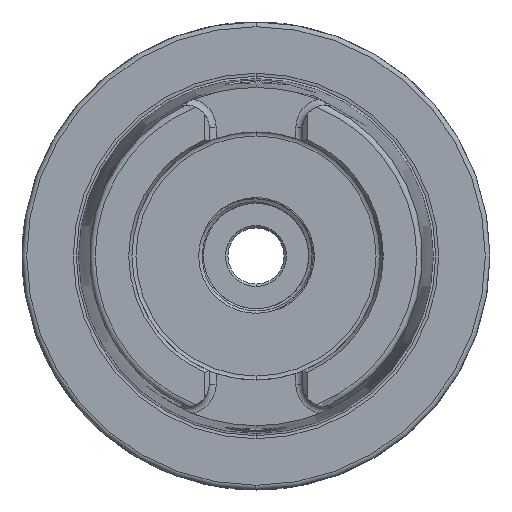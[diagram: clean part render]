
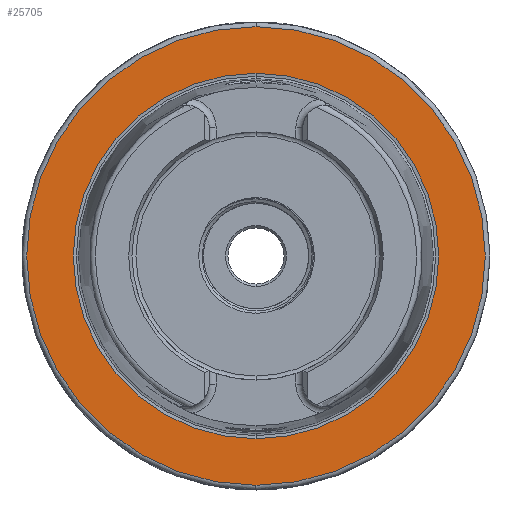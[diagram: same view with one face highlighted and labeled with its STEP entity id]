
A CAD part, left-side view. The second image highlights one B-rep face of the part: STEP entity #25705.
In plain terms, the highlighted planar face has unit normal (-1, 0, 0).
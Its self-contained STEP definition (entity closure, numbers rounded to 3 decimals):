
#870 = CARTESIAN_POINT ( 'NONE',  ( 0., 0., 39.054 ) ) ;
#876 = CARTESIAN_POINT ( 'NONE',  ( 0., 0., 49. ) ) ;
#2465 = PLANE ( 'NONE',  #7072 ) ;
#2466 = CARTESIAN_POINT ( 'NONE',  ( 0., 39.054, 0. ) ) ;
#2467 = DIRECTION ( 'NONE',  ( -1., 0., 0. ) ) ;
#2468 = DIRECTION ( 'NONE',  ( 0., 0., 1. ) ) ;
#2806 = ORIENTED_EDGE ( 'NONE', *, *, #14738, .T. ) ;
#2807 = ORIENTED_EDGE ( 'NONE', *, *, #24309, .T. ) ;
#2808 = ORIENTED_EDGE ( 'NONE', *, *, #24308, .T. ) ;
#2809 = ORIENTED_EDGE ( 'NONE', *, *, #14749, .T. ) ;
#2847 = VERTEX_POINT ( 'NONE', #870 ) ;
#2850 = VERTEX_POINT ( 'NONE', #876 ) ;
#6065 = AXIS2_PLACEMENT_3D ( 'NONE', #11730, #11744, #11200 ) ;
#6557 = VERTEX_POINT ( 'NONE', #7201 ) ;
#6575 = VERTEX_POINT ( 'NONE', #7218 ) ;
#7067 = FACE_OUTER_BOUND ( 'NONE', #11357, .T. ) ;
#7070 = FACE_BOUND ( 'NONE', #11363, .T. ) ;
#7072 = AXIS2_PLACEMENT_3D ( 'NONE', #2466, #2467, #2468 ) ;
#7201 = CARTESIAN_POINT ( 'NONE',  ( 0., 0., -39.054 ) ) ;
#7218 = CARTESIAN_POINT ( 'NONE',  ( 0., 0., -49. ) ) ;
#7869 = AXIS2_PLACEMENT_3D ( 'NONE', #8343, #8344, #8345 ) ;
#7874 = AXIS2_PLACEMENT_3D ( 'NONE', #8340, #8341, #8342 ) ;
#8340 = CARTESIAN_POINT ( 'NONE',  ( 0., 0., 0. ) ) ;
#8341 = DIRECTION ( 'NONE',  ( 1., 0., 0. ) ) ;
#8342 = DIRECTION ( 'NONE',  ( 0., 0., -1. ) ) ;
#8343 = CARTESIAN_POINT ( 'NONE',  ( 0., 0., 0. ) ) ;
#8344 = DIRECTION ( 'NONE',  ( -1., 0., 0. ) ) ;
#8345 = DIRECTION ( 'NONE',  ( 0., 0., 1. ) ) ;
#11200 = DIRECTION ( 'NONE',  ( 0., 0., 1. ) ) ;
#11240 = CARTESIAN_POINT ( 'NONE',  ( 0., 0., 0. ) ) ;
#11241 = DIRECTION ( 'NONE',  ( 1., 0., 0. ) ) ;
#11242 = DIRECTION ( 'NONE',  ( 0., 0., -1. ) ) ;
#11357 = EDGE_LOOP ( 'NONE', ( #2806, #2807 ) ) ;
#11363 = EDGE_LOOP ( 'NONE', ( #2809, #2808 ) ) ;
#11730 = CARTESIAN_POINT ( 'NONE',  ( 0., 0., 0. ) ) ;
#11744 = DIRECTION ( 'NONE',  ( -1., 0., 0. ) ) ;
#12339 = AXIS2_PLACEMENT_3D ( 'NONE', #11240, #11241, #11242 ) ;
#14738 = EDGE_CURVE ( 'NONE', #2850, #6575, #24339, .T. ) ;
#14749 = EDGE_CURVE ( 'NONE', #2847, #6557, #24347, .T. ) ;
#24308 = EDGE_CURVE ( 'NONE', #6557, #2847, #24387, .T. ) ;
#24309 = EDGE_CURVE ( 'NONE', #6575, #2850, #24388, .T. ) ;
#24339 = CIRCLE ( 'NONE', #6065, 49. ) ;
#24347 = CIRCLE ( 'NONE', #12339, 39.054 ) ;
#24387 = CIRCLE ( 'NONE', #7874, 39.054 ) ;
#24388 = CIRCLE ( 'NONE', #7869, 49. ) ;
#25705 = ADVANCED_FACE ( 'NONE', ( #7067, #7070 ), #2465, .T. ) ;
